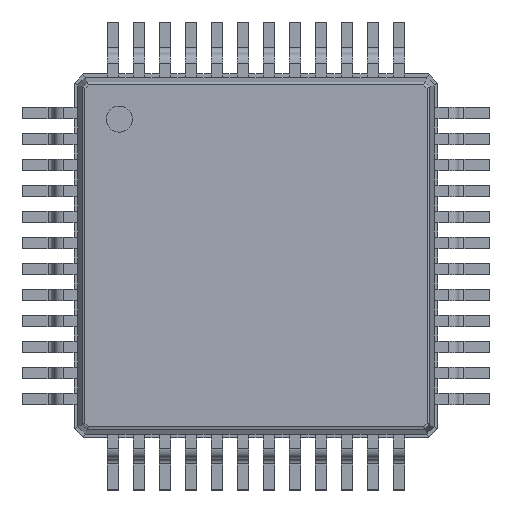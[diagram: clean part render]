
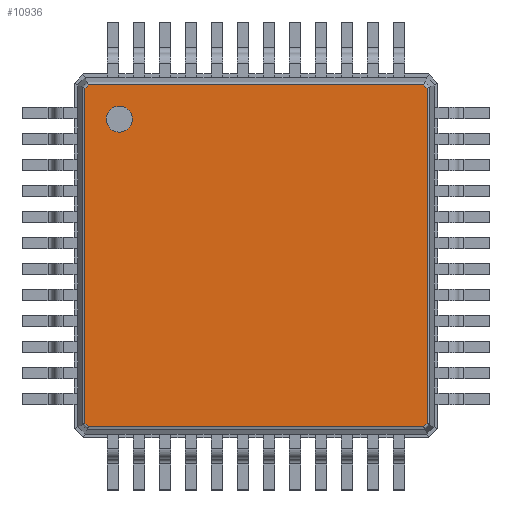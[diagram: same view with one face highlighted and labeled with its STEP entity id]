
A CAD part, top view. The second image highlights one B-rep face of the part: STEP entity #10936.
In plain terms, the highlighted planar face has unit normal (0, 0, 1).
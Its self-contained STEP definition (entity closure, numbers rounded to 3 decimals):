
#5255 = VERTEX_POINT('',#5256);
#5256 = CARTESIAN_POINT('',(3.224,-3.289,1.1));
#5552 = EDGE_CURVE('',#5255,#5553,#5555,.T.);
#5553 = VERTEX_POINT('',#5554);
#5554 = CARTESIAN_POINT('',(-3.224,-3.289,1.1));
#5555 = B_SPLINE_CURVE_WITH_KNOTS('',2,(#5556,#5557,#5558,#5559,#5560),
.UNSPECIFIED.,.F.,.F.,(3,1,1,3),(-0.358,-0.04,
6.52,6.837),.UNSPECIFIED.);
#5556 = CARTESIAN_POINT('',(3.597,-3.289,1.1));
#5557 = CARTESIAN_POINT('',(3.439,-3.289,1.1));
#5558 = CARTESIAN_POINT('',(0.,-3.289,1.1));
#5559 = CARTESIAN_POINT('',(-3.439,-3.289,1.1));
#5560 = CARTESIAN_POINT('',(-3.597,-3.289,1.1));
#10014 = EDGE_CURVE('',#5553,#10015,#10017,.T.);
#10015 = VERTEX_POINT('',#10016);
#10016 = CARTESIAN_POINT('',(-3.289,-3.224,1.1));
#10017 = B_SPLINE_CURVE_WITH_KNOTS('',2,(#10018,#10019,#10020,#10021,
#10022),.UNSPECIFIED.,.F.,.F.,(3,1,1,3),(-0.163,
-0.04,0.167,0.29),.UNSPECIFIED.);
#10018 = CARTESIAN_POINT('',(-3.096,-3.416,1.1));
#10019 = CARTESIAN_POINT('',(-3.14,-3.373,1.1));
#10020 = CARTESIAN_POINT('',(-3.256,-3.256,1.1));
#10021 = CARTESIAN_POINT('',(-3.373,-3.14,1.1));
#10022 = CARTESIAN_POINT('',(-3.416,-3.096,1.1));
#10620 = VERTEX_POINT('',#10621);
#10621 = CARTESIAN_POINT('',(3.289,-3.224,1.1));
#10911 = EDGE_CURVE('',#10620,#5255,#10912,.T.);
#10912 = B_SPLINE_CURVE_WITH_KNOTS('',2,(#10913,#10914,#10915,#10916,
#10917),.UNSPECIFIED.,.F.,.F.,(3,1,1,3),(-0.163,
-0.04,0.167,0.29),.UNSPECIFIED.);
#10913 = CARTESIAN_POINT('',(3.416,-3.096,1.1));
#10914 = CARTESIAN_POINT('',(3.373,-3.14,1.1));
#10915 = CARTESIAN_POINT('',(3.256,-3.256,1.1));
#10916 = CARTESIAN_POINT('',(3.14,-3.373,1.1));
#10917 = CARTESIAN_POINT('',(3.096,-3.416,1.1));
#10936 = ADVANCED_FACE('',(#10937,#10990),#11001,.F.);
#10937 = FACE_BOUND('',#10938,.F.);
#10938 = EDGE_LOOP('',(#10939,#10940,#10950,#10960,#10970,#10980,#10988,
#10989));
#10939 = ORIENTED_EDGE('',*,*,#10014,.T.);
#10940 = ORIENTED_EDGE('',*,*,#10941,.T.);
#10941 = EDGE_CURVE('',#10015,#10942,#10944,.T.);
#10942 = VERTEX_POINT('',#10943);
#10943 = CARTESIAN_POINT('',(-3.289,3.224,1.1));
#10944 = B_SPLINE_CURVE_WITH_KNOTS('',2,(#10945,#10946,#10947,#10948,
#10949),.UNSPECIFIED.,.F.,.F.,(3,1,1,3),(-0.358,
-0.04,6.52,6.837),.UNSPECIFIED.);
#10945 = CARTESIAN_POINT('',(-3.289,-3.597,1.1));
#10946 = CARTESIAN_POINT('',(-3.289,-3.439,1.1));
#10947 = CARTESIAN_POINT('',(-3.289,0.,1.1));
#10948 = CARTESIAN_POINT('',(-3.289,3.439,1.1));
#10949 = CARTESIAN_POINT('',(-3.289,3.597,1.1));
#10950 = ORIENTED_EDGE('',*,*,#10951,.T.);
#10951 = EDGE_CURVE('',#10942,#10952,#10954,.T.);
#10952 = VERTEX_POINT('',#10953);
#10953 = CARTESIAN_POINT('',(-3.224,3.289,1.1));
#10954 = B_SPLINE_CURVE_WITH_KNOTS('',2,(#10955,#10956,#10957,#10958,
#10959),.UNSPECIFIED.,.F.,.F.,(3,1,1,3),(-0.163,
-0.04,0.167,0.29),.UNSPECIFIED.);
#10955 = CARTESIAN_POINT('',(-3.416,3.096,1.1));
#10956 = CARTESIAN_POINT('',(-3.373,3.14,1.1));
#10957 = CARTESIAN_POINT('',(-3.256,3.256,1.1));
#10958 = CARTESIAN_POINT('',(-3.14,3.373,1.1));
#10959 = CARTESIAN_POINT('',(-3.096,3.416,1.1));
#10960 = ORIENTED_EDGE('',*,*,#10961,.T.);
#10961 = EDGE_CURVE('',#10952,#10962,#10964,.T.);
#10962 = VERTEX_POINT('',#10963);
#10963 = CARTESIAN_POINT('',(3.224,3.289,1.1));
#10964 = B_SPLINE_CURVE_WITH_KNOTS('',2,(#10965,#10966,#10967,#10968,
#10969),.UNSPECIFIED.,.F.,.F.,(3,1,1,3),(-0.358,
-0.04,6.52,6.837),.UNSPECIFIED.);
#10965 = CARTESIAN_POINT('',(-3.597,3.289,1.1));
#10966 = CARTESIAN_POINT('',(-3.439,3.289,1.1));
#10967 = CARTESIAN_POINT('',(0.,3.289,1.1));
#10968 = CARTESIAN_POINT('',(3.439,3.289,1.1));
#10969 = CARTESIAN_POINT('',(3.597,3.289,1.1));
#10970 = ORIENTED_EDGE('',*,*,#10971,.T.);
#10971 = EDGE_CURVE('',#10962,#10972,#10974,.T.);
#10972 = VERTEX_POINT('',#10973);
#10973 = CARTESIAN_POINT('',(3.289,3.224,1.1));
#10974 = B_SPLINE_CURVE_WITH_KNOTS('',2,(#10975,#10976,#10977,#10978,
#10979),.UNSPECIFIED.,.F.,.F.,(3,1,1,3),(-0.163,
-0.04,0.167,0.29),.UNSPECIFIED.);
#10975 = CARTESIAN_POINT('',(3.096,3.416,1.1));
#10976 = CARTESIAN_POINT('',(3.14,3.373,1.1));
#10977 = CARTESIAN_POINT('',(3.256,3.256,1.1));
#10978 = CARTESIAN_POINT('',(3.373,3.14,1.1));
#10979 = CARTESIAN_POINT('',(3.416,3.096,1.1));
#10980 = ORIENTED_EDGE('',*,*,#10981,.T.);
#10981 = EDGE_CURVE('',#10972,#10620,#10982,.T.);
#10982 = B_SPLINE_CURVE_WITH_KNOTS('',2,(#10983,#10984,#10985,#10986,
#10987),.UNSPECIFIED.,.F.,.F.,(3,1,1,3),(-0.358,
-0.04,6.52,6.837),.UNSPECIFIED.);
#10983 = CARTESIAN_POINT('',(3.289,3.597,1.1));
#10984 = CARTESIAN_POINT('',(3.289,3.439,1.1));
#10985 = CARTESIAN_POINT('',(3.289,0.,1.1));
#10986 = CARTESIAN_POINT('',(3.289,-3.439,1.1));
#10987 = CARTESIAN_POINT('',(3.289,-3.597,1.1));
#10988 = ORIENTED_EDGE('',*,*,#10911,.T.);
#10989 = ORIENTED_EDGE('',*,*,#5552,.T.);
#10990 = FACE_BOUND('',#10991,.F.);
#10991 = EDGE_LOOP('',(#10992));
#10992 = ORIENTED_EDGE('',*,*,#10993,.T.);
#10993 = EDGE_CURVE('',#10994,#10994,#10996,.T.);
#10994 = VERTEX_POINT('',#10995);
#10995 = CARTESIAN_POINT('',(-2.629,2.379,1.1));
#10996 = CIRCLE('',#10997,0.25);
#10997 = AXIS2_PLACEMENT_3D('',#10998,#10999,#11000);
#10998 = CARTESIAN_POINT('',(-2.629,2.629,1.1));
#10999 = DIRECTION('',(-0.,0.,1.));
#11000 = DIRECTION('',(0.,-1.,0.));
#11001 = PLANE('',#11002);
#11002 = AXIS2_PLACEMENT_3D('',#11003,#11004,#11005);
#11003 = CARTESIAN_POINT('',(-3.24,3.329,1.1));
#11004 = DIRECTION('',(0.,0.,-1.));
#11005 = DIRECTION('',(0.697,-0.717,0.));
